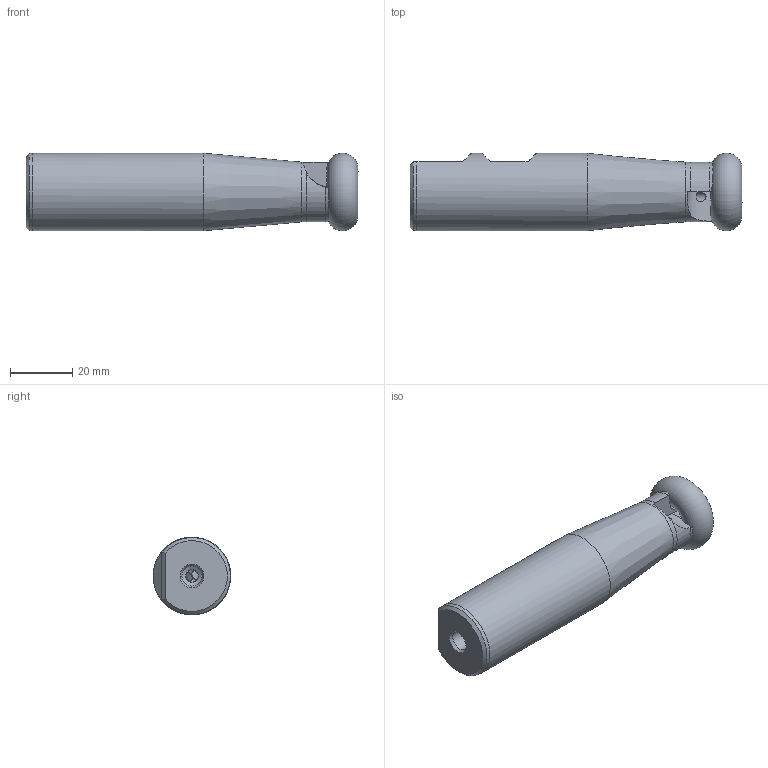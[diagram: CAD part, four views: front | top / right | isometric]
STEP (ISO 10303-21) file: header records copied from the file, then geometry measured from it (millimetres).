
FILE_DESCRIPTION (( 'STEP AP214' ), '1' );
FILE_NAME ('KSF-25-050-510.STEP', '2013-08-28T07:07:33', ( '' ), ( '' ), 'SwSTEP 2.0', 'SolidWorks 2013', '' );
FILE_SCHEMA (( 'AUTOMOTIVE_DESIGN' ));
Length unit declared in the file: millimetre
Products named in the file (1): KSF-25-050-510
Bounding box: 107.02 x 25.02 x 24.99 mm (x, y, z)
Volume: 42517 mm3; surface area: 10760.3 mm2
Topology: 1 solids, 1 shells, 50 faces, 154 edges, 99 vertices
Faces by surface type: plane 25, cylinder 11, cone 10, torus 4
Full cylindrical faces by diameter (mm): 2 x1, 3 x2, 4 x1, 6.5 x1, 25 x1
Entity records: 1907 total; most frequent: CARTESIAN_POINT 732, ORIENTED_EDGE 250, DIRECTION 199, EDGE_CURVE 125, VERTEX_POINT 86, AXIS2_PLACEMENT_3D 79, EDGE_LOOP 65, FACE_OUTER_BOUND 55
